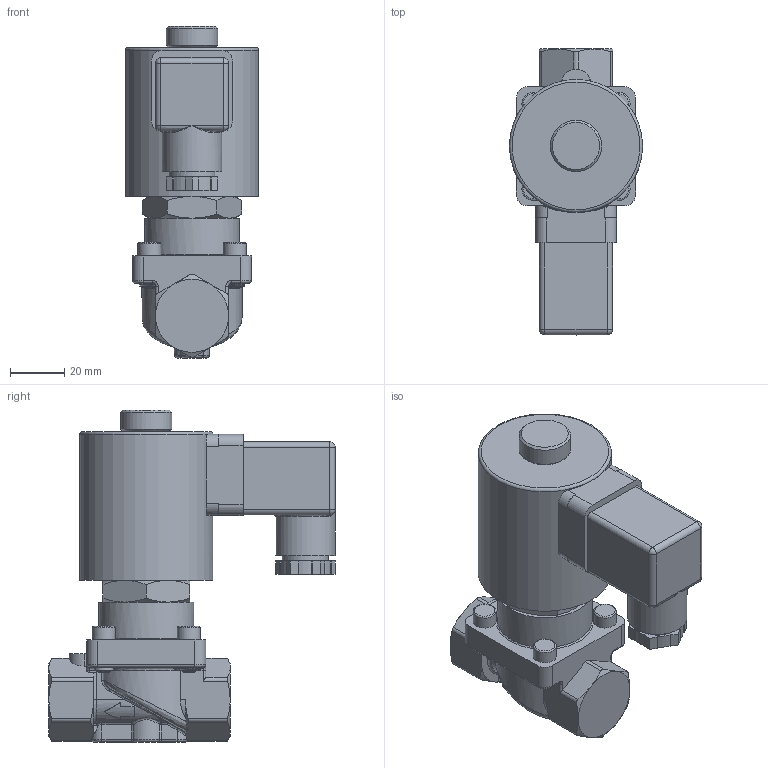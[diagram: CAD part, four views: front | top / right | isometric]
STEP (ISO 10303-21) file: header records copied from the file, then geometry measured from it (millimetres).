
FILE_DESCRIPTION(/* description */ ('3D-Modell'),/* implementation_level */ '2;1');
FILE_NAME(/* name */ '043.004185_E4323-0801-.808.stp',/* time_stamp */ '2018-04-19T09:39:44+02:00',/* author */ ('EFast'),/* organization */ (''),/* preprocessor_version */ 'ST-DEVELOPER v16.1',/* originating_system */ 'Autodesk Inventor 2016',/* authorisation */ '');
FILE_SCHEMA (('AUTOMOTIVE_DESIGN { 1 0 10303 214 3 1 1 }'));
Length unit declared in the file: millimetre
Products named in the file (1): 88-002982
Bounding box: 49.2 x 105.8 x 122.7 mm (x, y, z)
Volume: 233327.4 mm3; surface area: 32883.8 mm2
Topology: 1 solids, 1 shells, 352 faces, 885 edges, 538 vertices
Faces by surface type: plane 120, cylinder 113, torus 39, cone 36, bspline 30, sphere 14
Full cylindrical faces by diameter (mm): 5 x2, 7 x2, 8.5 x4, 17 x1, 19 x1, 22 x1, 35 x1, 49.2 x1
Entity records: 13809 total; most frequent: CARTESIAN_POINT 5886, ORIENTED_EDGE 1682, DIRECTION 1629, EDGE_CURVE 839, AXIS2_PLACEMENT_3D 653, VERTEX_POINT 525, EDGE_LOOP 388, FACE_OUTER_BOUND 352
